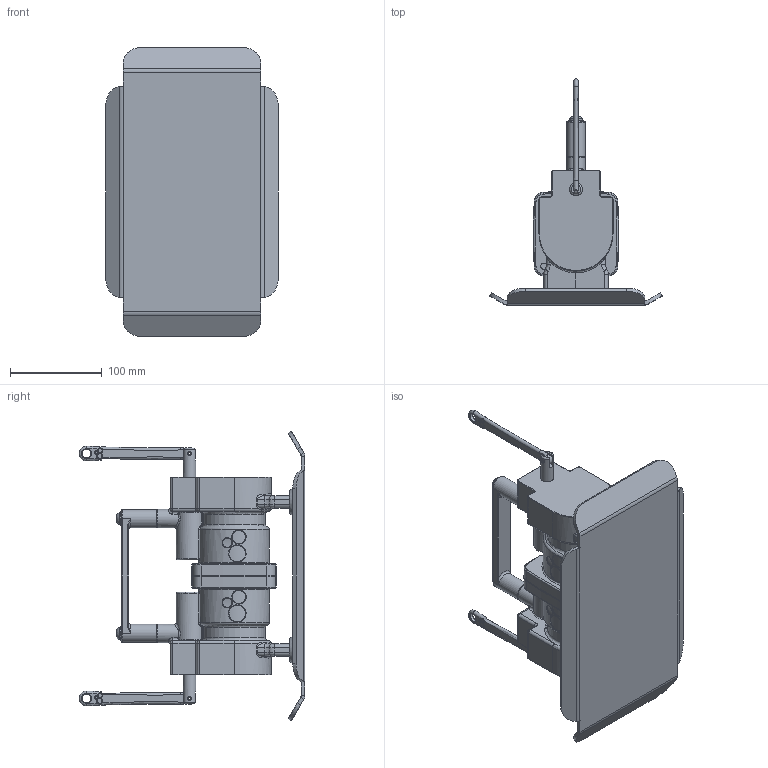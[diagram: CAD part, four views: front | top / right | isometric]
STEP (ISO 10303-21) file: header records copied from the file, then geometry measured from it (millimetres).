
FILE_DESCRIPTION(/* description */ ('PES 660V 60A 4P B2B Jack-In Full Assembly'),/* implementation_level */ '2;1');
FILE_NAME(/* name */ 'PES B2B [Solid].stp',/* time_stamp */ '2022-10-17T18:53:50+10:00',/* author */ ('a.tao491'),/* organization */ (''),/* preprocessor_version */ 'ST-DEVELOPER v16.5',/* originating_system */ 'Autodesk Inventor 2017',/* authorisation */ '');
FILE_SCHEMA (('AUTOMOTIVE_DESIGN { 1 0 10303 214 3 1 1 }'));
Length unit declared in the file: millimetre
Products named in the file (11): RS2456_SLD; 3231_SLD; 2710_SLD; 2709_SLD; 1466; 1421; 1761_SLD; RS1918_SLD; 1712_SLD; 2547; 1715
Assembly tree (14 placements, depth 3):
  RS2456_SLD
    3231_SLD
    2710_SLD  x2
    2709_SLD
    1466  x2
    1421  x2
    1761_SLD
    RS1918_SLD  x2
      1712_SLD
      2547
      1715
Bounding box: 187.42 x 245.42 x 314.74 mm (x, y, z)
Volume: 1718771.3 mm3; surface area: 287037.6 mm2
Topology: 15 solids, 15 shells, 714 faces, 1624 edges, 948 vertices
Faces by surface type: cylinder 219, plane 197, bspline 126, torus 124, cone 32, sphere 16
Full cylindrical faces by diameter (mm): 4 x4, 5 x2, 6.647 x4, 7.85 x2, 8.3 x2, 9.5 x2, 10.08 x4, 13.75 x2, 14 x2, 14.4 x4, 15.8 x2, 18 x4, 20 x4, 77 x2
Entity records: 15161 total; most frequent: CARTESIAN_POINT 6008, DIRECTION 1940, ORIENTED_EDGE 1748, EDGE_CURVE 874, AXIS2_PLACEMENT_3D 822, VERTEX_POINT 540, EDGE_LOOP 486, FACE_OUTER_BOUND 412
